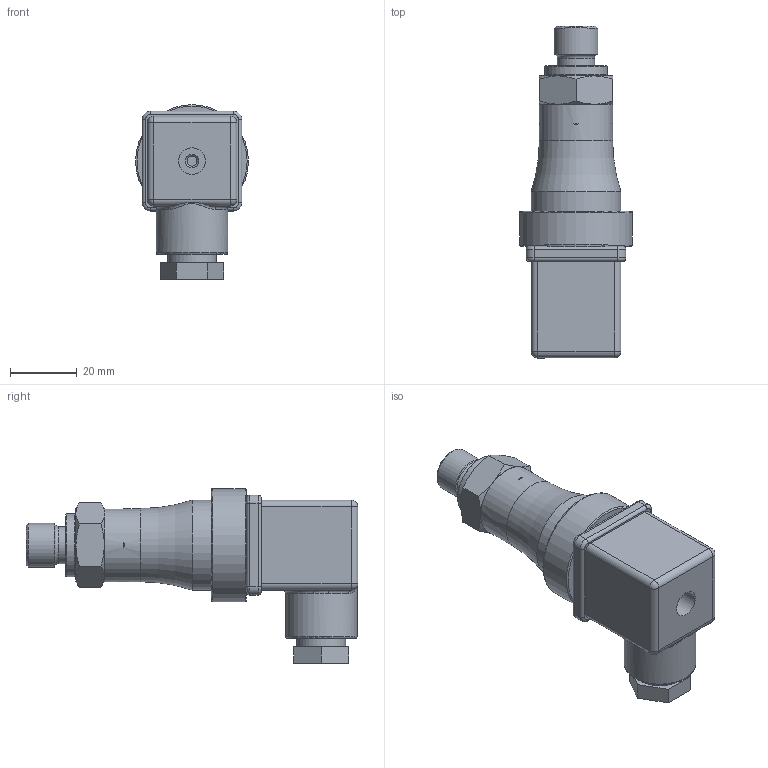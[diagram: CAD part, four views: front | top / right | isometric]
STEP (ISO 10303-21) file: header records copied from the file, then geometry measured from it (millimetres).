
FILE_DESCRIPTION(/* description */ ('Unknown'),/* implementation_level */ '2;1');
FILE_NAME(/* name */ 'PP20S-1.XXXXR.XX44.064X00.004',/* time_stamp */ '2023-06-19T08:49:06+02:00',/* author */ ('Unknown'),/* organization */ ('Baumer'),/* preprocessor_version */ 'ST-DEVELOPER v16.7',/* originating_system */ 'Solid Edge',/* authorisation */ 'Unknown');
FILE_SCHEMA (('AUTOMOTIVE_DESIGN {1 0 10303 214 3 1 1}'));
Length unit declared in the file: millimetre
Products named in the file (1): Part9
Bounding box: 33.9 x 99.7 x 52.45 mm (x, y, z)
Volume: 43516 mm3; surface area: 21151.9 mm2
Topology: 1 solids, 1 shells, 320 faces, 778 edges, 490 vertices
Faces by surface type: plane 186, cylinder 70, cone 34, torus 23, sphere 4, bspline 3
Full cylindrical faces by diameter (mm): 2 x1, 2.5 x4, 3 x1, 3.5 x1, 8 x4, 10 x1, 11.2 x1, 13.157 x1, 14.4 x1, 14.7 x1, 16.6 x1, 17 x1, 18.2 x1, 18.9 x1, 19 x1, 19.15 x1, 19.6 x1, 20 x1, 20.4 x1, 21 x1, 21.3 x1, 21.5 x1, 21.9 x1, 22 x1, 22.1 x1, 22.2 x1, 24.5 x1, 25.5 x1, 26.8 x2, 27 x1
Entity records: 11101 total; most frequent: CARTESIAN_POINT 1660, DIRECTION 1535, ORIENTED_EDGE 1348, EDGE_CURVE 674, AXIS2_PLACEMENT_3D 581, VERTEX_POINT 463, EDGE_LOOP 443, FACE_BOUND 443
